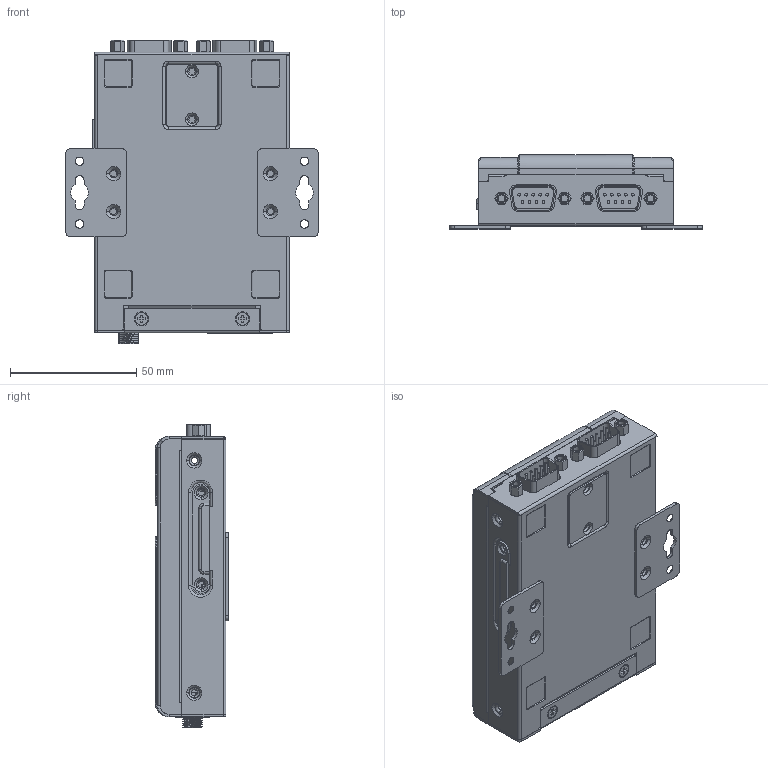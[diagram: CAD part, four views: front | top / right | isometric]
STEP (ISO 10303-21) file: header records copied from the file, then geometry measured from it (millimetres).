
FILE_DESCRIPTION((''),'2;1');
FILE_NAME('00_NPORT_6250_ASSY_ASM','2019-07-02T10:06:46',('BensonYC_Lee'),('PTC'),'CREO PARAMETRIC BY PTC INC, 2018020','CREO PARAMETRIC BY PTC INC, 2018020','');
FILE_SCHEMA(('AUTOMOTIVE_DESIGN { 1 0 10303 214 1 1 1 1 }'));
Products named in the file (39): NPORT_6250__PCB_AF0; NPORT_6250_LEDSMD_BIO_COLOR_AF0; NPORT_6250_SD_412D06_AF0; NPORT_6250_RJ45_POE_10P8C_AF0; NPORT_6250_LOCKPWR_JACK_AF0; NPORT_6250_TACKSW_DTSA644N_AF0; NPORT_6250_FIBER_SC_AF0; NPORT_6250_LEDSMD_SIN_COLOR_AF0; NPORT_6250_LEDSMD_BIO_COLOR_AF1; NPORT_6250_LEDSMD_BIO_COLOR_AF2; NPORT_6250_LEDSMD_BIO_COLOR_AF3; NPORT_6250_LEDSMD_SIN_COLOR_AF1; NPORT_6250_LEDSMD_SIN_COLOR_AF2; UC2100_1126400091224_DB9_AF0; UC2100_1126400091224_DB9_AF1; UC2100_1109040040110_DIP_SWITCH_AF0; UC2100_1109040040110_DIP_SWITCH_AF1; NPORT_6250_PCB_ASSY_AF0_ASM; NPORT_6250_BOT_COVER_AF0; NPORT_6250_TOP_COVER_AF0; NPORT_6250_ORNAMENT_COVER_AF0; NPORT_6250_IO_PLATE_AF0; NPORT_6250_SCREW_FMS_3X4_AF0; NPORT_6250_SCREW_FMS_3X4_AF1; NPORT_6250_LIGHT_PIPE_AF0; NPORT_6250_LOGO_COVER_AF0; NPORT_6250_IO_PLATE_FIBER_AF0; NPORT_6250_DINRAIL_BKT; NPORT_6250_SCREW_PMS_3X6W_AF0; NPORT_6250_SD_CONN_DOOR_AF0; NPORT_6250_LED_RUBBER_AF0; NPORT_6250_LED_RUBBER_AF1; NPORT_6250_MYLAR_AF0; UC2101_DOOR; 1403010481412_AF0; 1403010481412_AF1; 1403010481412_AF2; 1403010481412_AF3; 00_NPORT_6250_ASSY_ASM
Assembly tree (39 placements, depth 3):
  00_NPORT_6250_ASSY_ASM
    NPORT_6250_PCB_ASSY_AF0_ASM
      NPORT_6250__PCB_AF0
      NPORT_6250_LEDSMD_BIO_COLOR_AF0
      NPORT_6250_SD_412D06_AF0
      NPORT_6250_RJ45_POE_10P8C_AF0
      NPORT_6250_LOCKPWR_JACK_AF0
      NPORT_6250_TACKSW_DTSA644N_AF0
      NPORT_6250_FIBER_SC_AF0
      NPORT_6250_LEDSMD_SIN_COLOR_AF0
      NPORT_6250_LEDSMD_BIO_COLOR_AF1
      NPORT_6250_LEDSMD_BIO_COLOR_AF2
      NPORT_6250_LEDSMD_BIO_COLOR_AF3
      NPORT_6250_LEDSMD_SIN_COLOR_AF1
      NPORT_6250_LEDSMD_SIN_COLOR_AF2
      UC2100_1126400091224_DB9_AF0
      UC2100_1126400091224_DB9_AF1
      UC2100_1109040040110_DIP_SWITCH_AF0
      UC2100_1109040040110_DIP_SWITCH_AF1
    NPORT_6250_BOT_COVER_AF0
    NPORT_6250_TOP_COVER_AF0
    NPORT_6250_ORNAMENT_COVER_AF0
    NPORT_6250_IO_PLATE_AF0
    NPORT_6250_SCREW_FMS_3X4_AF0
    NPORT_6250_SCREW_FMS_3X4_AF1
    NPORT_6250_LIGHT_PIPE_AF0
    NPORT_6250_LOGO_COVER_AF0
    NPORT_6250_IO_PLATE_FIBER_AF0
    NPORT_6250_DINRAIL_BKT  x2
    NPORT_6250_SCREW_PMS_3X6W_AF0
    NPORT_6250_SD_CONN_DOOR_AF0
    NPORT_6250_LED_RUBBER_AF0
    NPORT_6250_LED_RUBBER_AF1
    NPORT_6250_MYLAR_AF0
    UC2101_DOOR
    1403010481412_AF0
    1403010481412_AF1
    1403010481412_AF2
    1403010481412_AF3
Bounding box: 100 x 29.2 x 120.3 mm (x, y, z)
Volume: 57934.9 mm3; surface area: 107758.4 mm2
Topology: 80 solids, 80 shells, 2177 faces, 5220 edges, 3259 vertices
Faces by surface type: plane 1410, cylinder 574, torus 71, cone 64, bspline 58
Entity records: 84004 total; most frequent: CARTESIAN_POINT 14232, DIRECTION 10730, ORIENTED_EDGE 10284, EDGE_CURVE 5142, VECTOR 3640, LINE 3640, PRESENTATION_STYLE_ASSIGNMENT 3597, AXIS2_PLACEMENT_3D 3545
